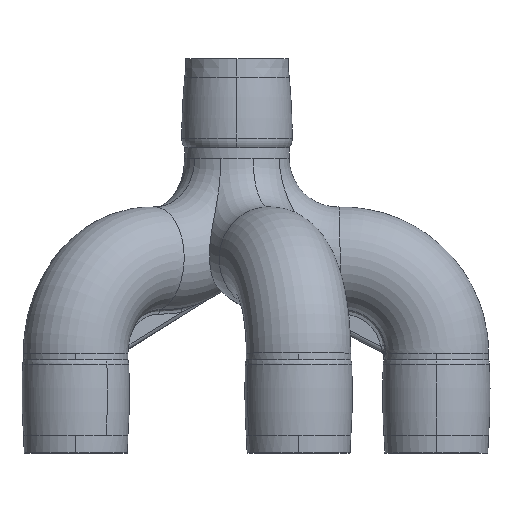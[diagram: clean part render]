
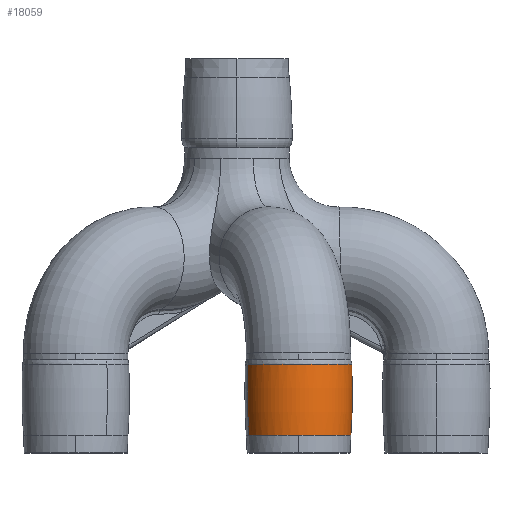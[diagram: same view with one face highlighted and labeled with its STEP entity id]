
A CAD part, top view. The second image highlights one B-rep face of the part: STEP entity #18059.
In plain terms, the highlighted toroidal (fillet/blend) face has major radius 125.793 mm and minor radius 136.573 mm.
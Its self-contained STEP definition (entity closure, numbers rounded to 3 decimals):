
#5 = DIRECTION ( 'NONE',  ( 0., 0., 1. ) ) ;
#363 = CARTESIAN_POINT ( 'NONE',  ( 22.508, 17.757, 34.745 ) ) ;
#391 = DIRECTION ( 'NONE',  ( 0., 1., 0. ) ) ;
#1799 = TOROIDAL_SURFACE ( 'NONE', #5264, -125.793, 136.573 ) ;
#2130 = DIRECTION ( 'NONE',  ( -0.951, 0., 0.309 ) ) ;
#2331 = CARTESIAN_POINT ( 'NONE',  ( 131.997, 12.248, -0.83 ) ) ;
#2740 = CIRCLE ( 'NONE', #14689, 136.573 ) ;
#2830 = ORIENTED_EDGE ( 'NONE', *, *, #16170, .T. ) ;
#2987 = CIRCLE ( 'NONE', #13715, 10.5 ) ;
#3400 = CARTESIAN_POINT ( 'NONE',  ( 12.361, 12.248, 38.042 ) ) ;
#3463 = ORIENTED_EDGE ( 'NONE', *, *, #12784, .T. ) ;
#4521 = VERTEX_POINT ( 'NONE', #16342 ) ;
#4611 = DIRECTION ( 'NONE',  ( 0., 1., 0. ) ) ;
#4757 = DIRECTION ( 'NONE',  ( 0.951, 0., -0.309 ) ) ;
#4786 = EDGE_CURVE ( 'NONE', #5131, #13656, #8253, .T. ) ;
#5131 = VERTEX_POINT ( 'NONE', #363 ) ;
#5240 = DIRECTION ( 'NONE',  ( -0.309, 0., -0.951 ) ) ;
#5264 = AXIS2_PLACEMENT_3D ( 'NONE', #3400, #12092, #4757 ) ;
#5551 = ORIENTED_EDGE ( 'NONE', *, *, #4786, .F. ) ;
#6011 = EDGE_LOOP ( 'NONE', ( #3463, #7232, #7219, #2830, #5551 ) ) ;
#6692 = CARTESIAN_POINT ( 'NONE',  ( 12.361, 3.497, 38.042 ) ) ;
#6928 = AXIS2_PLACEMENT_3D ( 'NONE', #10166, #13117, #13306 ) ;
#7219 = ORIENTED_EDGE ( 'NONE', *, *, #9028, .T. ) ;
#7232 = ORIENTED_EDGE ( 'NONE', *, *, #14230, .T. ) ;
#7640 = CIRCLE ( 'NONE', #6928, 10.669 ) ;
#7772 = CIRCLE ( 'NONE', #19120, 10.5 ) ;
#8253 = CIRCLE ( 'NONE', #12455, 136.573 ) ;
#8305 = CARTESIAN_POINT ( 'NONE',  ( 22.347, 3.497, 34.798 ) ) ;
#9028 = EDGE_CURVE ( 'NONE', #18809, #16013, #7772, .T. ) ;
#9256 = DIRECTION ( 'NONE',  ( 0., 0., 1. ) ) ;
#10166 = CARTESIAN_POINT ( 'NONE',  ( 12.361, 17.757, 38.042 ) ) ;
#12092 = DIRECTION ( 'NONE',  ( 0., -1., 0. ) ) ;
#12455 = AXIS2_PLACEMENT_3D ( 'NONE', #13846, #5240, #2130 ) ;
#12752 = DIRECTION ( 'NONE',  ( 0.951, 0., -0.309 ) ) ;
#12784 = EDGE_CURVE ( 'NONE', #5131, #4521, #7640, .T. ) ;
#13117 = DIRECTION ( 'NONE',  ( 0., -1., 0. ) ) ;
#13306 = DIRECTION ( 'NONE',  ( 0.951, 0., -0.309 ) ) ;
#13656 = VERTEX_POINT ( 'NONE', #8305 ) ;
#13715 = AXIS2_PLACEMENT_3D ( 'NONE', #6692, #391, #9256 ) ;
#13846 = CARTESIAN_POINT ( 'NONE',  ( -107.275, 12.248, 76.914 ) ) ;
#14005 = FACE_OUTER_BOUND ( 'NONE', #6011, .T. ) ;
#14230 = EDGE_CURVE ( 'NONE', #4521, #18809, #2740, .T. ) ;
#14689 = AXIS2_PLACEMENT_3D ( 'NONE', #2331, #17104, #12752 ) ;
#14703 = CARTESIAN_POINT ( 'NONE',  ( 2.375, 3.497, 41.287 ) ) ;
#14910 = CARTESIAN_POINT ( 'NONE',  ( 12.361, 3.497, 38.042 ) ) ;
#15961 = CARTESIAN_POINT ( 'NONE',  ( 12.361, 3.497, 48.542 ) ) ;
#16013 = VERTEX_POINT ( 'NONE', #15961 ) ;
#16170 = EDGE_CURVE ( 'NONE', #16013, #13656, #2987, .T. ) ;
#16342 = CARTESIAN_POINT ( 'NONE',  ( 2.213, 17.757, 41.339 ) ) ;
#17104 = DIRECTION ( 'NONE',  ( 0.309, 0., 0.951 ) ) ;
#18059 = ADVANCED_FACE ( 'NONE', ( #14005 ), #1799, .T. ) ;
#18809 = VERTEX_POINT ( 'NONE', #14703 ) ;
#19120 = AXIS2_PLACEMENT_3D ( 'NONE', #14910, #4611, #5 ) ;
